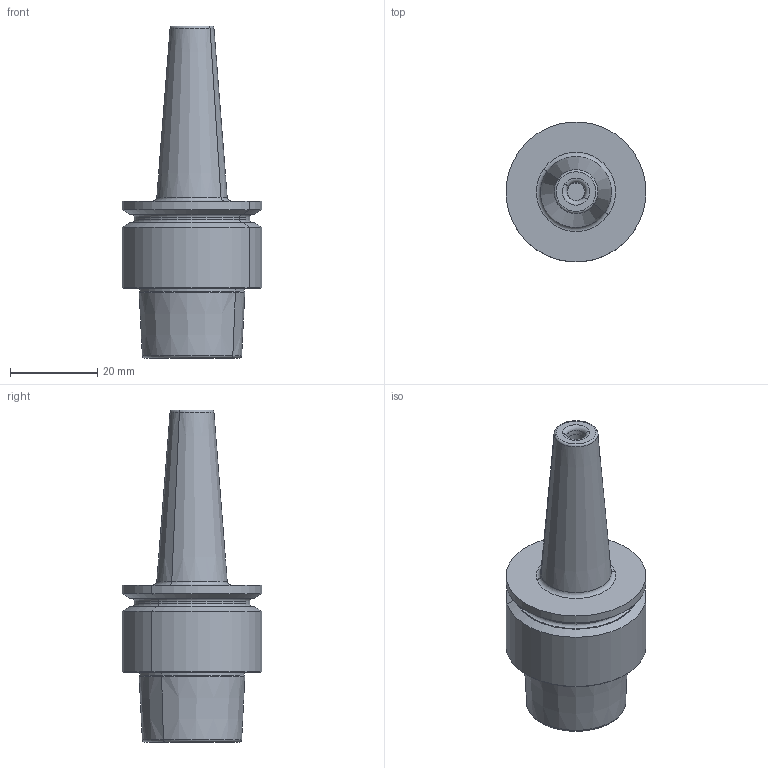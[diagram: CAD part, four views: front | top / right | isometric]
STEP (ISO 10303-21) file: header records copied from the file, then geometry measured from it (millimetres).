
FILE_DESCRIPTION((''),'2;1');
FILE_NAME('606166632-000-CD1','2013-10-14T',('brunnert'),(''),'PRO/ENGINEER BY PARAMETRIC TECHNOLOGY CORPORATION, 2011220','PRO/ENGINEER BY PARAMETRIC TECHNOLOGY CORPORATION, 2011220','');
FILE_SCHEMA(('AUTOMOTIVE_DESIGN_CC2 { 1 2 10303 214 -1 1 5 2 }'));
Length unit declared in the file: millimetre
Products named in the file (1): 606166632-000-CD1
Bounding box: 31.88 x 31.88 x 75.9 mm (x, y, z)
Volume: 27630.7 mm3; surface area: 6683.2 mm2
Topology: 1 solids, 1 shells, 49 faces, 725 edges, 1112 vertices
Faces by surface type: cone 16, torus 16, cylinder 10, plane 7
Entity records: 7831 total; most frequent: CARTESIAN_POINT 2450, PRESENTATION_STYLE_ASSIGNMENT 805, STYLED_ITEM 805, CURVE_STYLE 766, DIRECTION 566, B_SPLINE_CURVE_WITH_KNOTS 376, TRIMMED_CURVE 253, VECTOR 240
